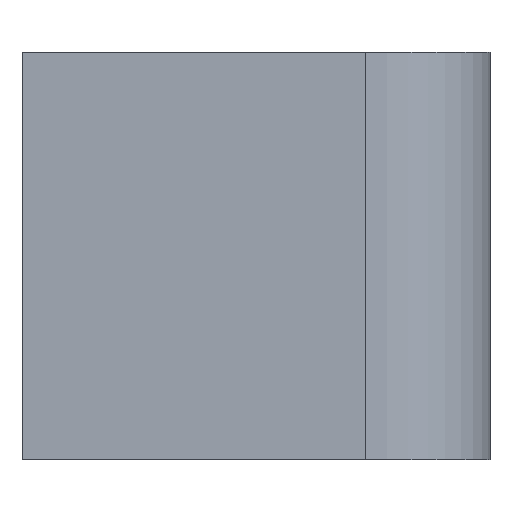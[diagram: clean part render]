
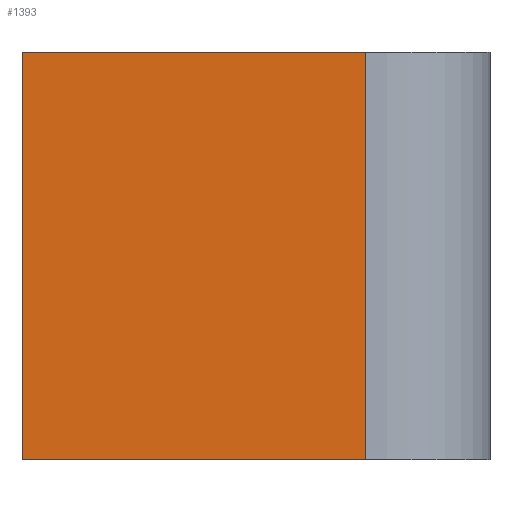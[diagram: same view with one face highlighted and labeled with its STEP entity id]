
A CAD part, front view. The second image highlights one B-rep face of the part: STEP entity #1393.
In plain terms, the highlighted planar face has unit normal (0, -1, 0).
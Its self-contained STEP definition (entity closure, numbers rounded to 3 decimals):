
#72=PLANE('',#1566);
#143=FACE_OUTER_BOUND('',#232,.T.);
#232=EDGE_LOOP('',(#1284,#1285,#1286,#1287));
#338=LINE('',#2066,#449);
#402=LINE('',#2330,#513);
#409=LINE('',#2355,#520);
#413=LINE('',#2372,#524);
#449=VECTOR('',#1636,10.);
#513=VECTOR('',#1880,10.);
#520=VECTOR('',#1905,10.);
#524=VECTOR('',#1927,10.);
#566=VERTEX_POINT('',#2063);
#567=VERTEX_POINT('',#2065);
#652=VERTEX_POINT('',#2327);
#653=VERTEX_POINT('',#2329);
#710=EDGE_CURVE('',#566,#567,#338,.T.);
#833=EDGE_CURVE('',#653,#652,#402,.T.);
#847=EDGE_CURVE('',#652,#567,#409,.T.);
#854=EDGE_CURVE('',#653,#566,#413,.T.);
#1284=ORIENTED_EDGE('',*,*,#710,.F.);
#1285=ORIENTED_EDGE('',*,*,#854,.F.);
#1286=ORIENTED_EDGE('',*,*,#833,.T.);
#1287=ORIENTED_EDGE('',*,*,#847,.T.);
#1393=ADVANCED_FACE('',(#143),#72,.F.);
#1566=AXIS2_PLACEMENT_3D('',#2428,#1996,#1997);
#1636=DIRECTION('',(-1.,0.,0.));
#1880=DIRECTION('',(-1.,0.,0.));
#1905=DIRECTION('',(0.,0.,-1.));
#1927=DIRECTION('',(0.,0.,-1.));
#1996=DIRECTION('center_axis',(0.,1.,0.));
#1997=DIRECTION('ref_axis',(1.,0.,0.));
#2063=CARTESIAN_POINT('',(5.8,-31.2,-11.));
#2065=CARTESIAN_POINT('',(-14.,-31.2,-11.));
#2066=CARTESIAN_POINT('',(4.6,-31.2,-11.));
#2327=CARTESIAN_POINT('',(-14.,-31.2,12.5));
#2329=CARTESIAN_POINT('',(5.8,-31.2,12.5));
#2330=CARTESIAN_POINT('',(5.8,-31.2,12.5));
#2355=CARTESIAN_POINT('',(-14.,-31.2,12.5));
#2372=CARTESIAN_POINT('',(5.8,-31.2,-11.));
#2428=CARTESIAN_POINT('Origin',(-3.8,-31.2,-11.));
